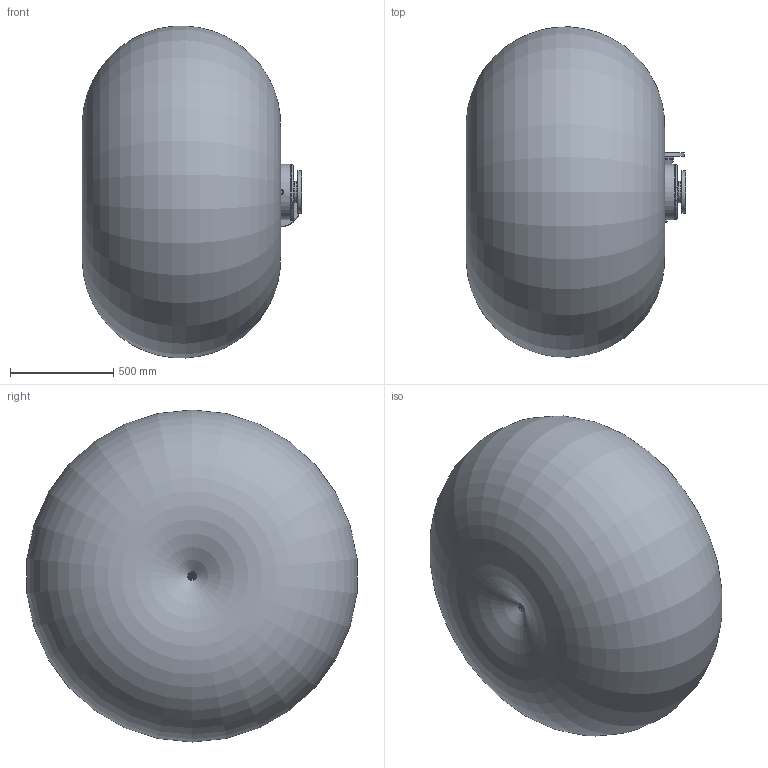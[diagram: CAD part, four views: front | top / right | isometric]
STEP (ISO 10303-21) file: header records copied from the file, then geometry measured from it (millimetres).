
FILE_DESCRIPTION(('STEP AP203'), '1');
FILE_NAME('ﾕﾌ 100_30ﾊ5_18,5_2', '2017-03-10T11:37:31', ('UNSPECIFIED'), ('UNSPECIFIED'), 'ASCON STEP Converter 1.3', 'ASCON Math Kernel', '');
FILE_SCHEMA(('CONFIG_CONTROL_DESIGN'));
Length unit declared in the file: millimetre
Products named in the file (20): Ýëåêòðîíàñîñíûé àãðåãàò ÕÌ 100_30Ê5_18,5_2; ﾘ琺矜 ﾌ12; Áîëò Ì10 (äë); Ãàéêà Ì12; ﾘ琺矜 (ﾌ16); Áîëò Ì12; ﾘ琺矜; Ãàéêà Ì16; Áîëò Ì16; Ãàéêà; 冓憵 100_30; 160M_TOP; Êàñòðþëÿ (1) 100_30; 婑鳧氀 Dy100; Ôëàíåö ôîíàðÿ 100_30; Îòâîä 100_30; Êàñòðþëÿ (2) 100_30; 婑鳧氀 Dy80; 婜縺蹞 100_30; 扻錪犩 100_30
Assembly tree (59 placements, depth 2):
  Ýëåêòðîíàñîñíûé àãðåãàò ÕÌ 100_30Ê5_18,5_2
    ﾘ琺矜 ﾌ12  x8
    Áîëò Ì10 (äë)  x4
    Ãàéêà Ì12  x8
    ﾘ琺矜 (ﾌ16)  x4
    Áîëò Ì12  x8
    ﾘ琺矜  x4
    Ãàéêà Ì16  x4
    Áîëò Ì16  x4
    Ãàéêà  x4
    冓憵 100_30  x2
    160M_TOP
    Êàñòðþëÿ (1) 100_30
    婑鳧氀 Dy100
    Ôëàíåö ôîíàðÿ 100_30
    Îòâîä 100_30
    Êàñòðþëÿ (2) 100_30
    婑鳧氀 Dy80
    婜縺蹞 100_30
    扻錪犩 100_30
Bounding box: 1061.18 x 1597.13 x 1605.93 mm (x, y, z)
Volume: 1506474943.7 mm3; surface area: 9619574.5 mm2
Topology: 67 solids, 67 shells, 2763 faces, 6872 edges, 4279 vertices
Faces by surface type: plane 1126, cylinder 605, cone 512, torus 260, bspline 242, sphere 18
Full cylindrical faces by diameter (mm): 3 x1, 8.5 x4, 10 x4, 11 x4, 12 x16, 13 x34, 14.5 x4, 15 x8, 16 x12, 17 x4, 18 x10, 19 x8, 20 x4, 24 x9, 30 x4, 41.4 x1, 42 x1, 45 x1, 50 x1, 52 x1, 55 x1, 63 x1, 80 x1, 83 x1, 88 x1, 96 x1, 100 x2, 103 x1, 104 x1, 118 x1
Entity records: 122209 total; most frequent: CARTESIAN_POINT 52042, ORIENTED_EDGE 10936, DIRECTION 9747, EDGE_CURVE 5468, AXIS2_PLACEMENT_3D 3746, VERTEX_POINT 3578, EDGE_LOOP 2600, FACE_BOUND 2272
